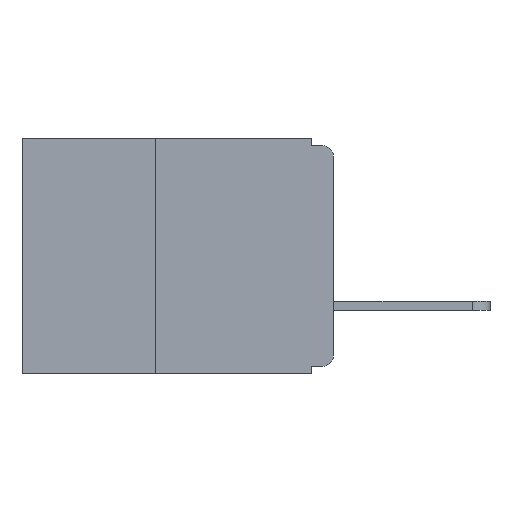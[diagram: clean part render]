
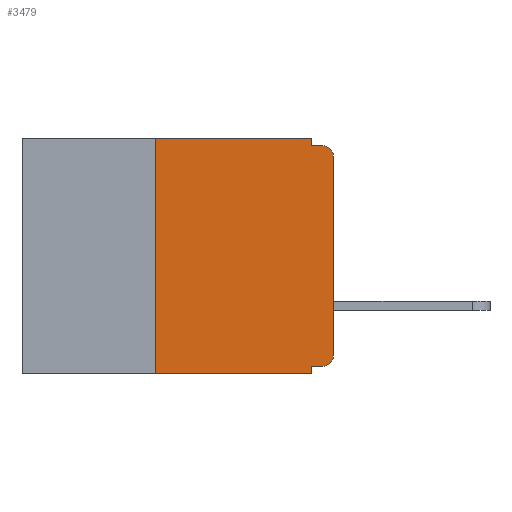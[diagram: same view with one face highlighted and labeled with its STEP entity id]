
A CAD part, left-side view. The second image highlights one B-rep face of the part: STEP entity #3479.
In plain terms, the highlighted planar face has unit normal (-1, 0, 0).
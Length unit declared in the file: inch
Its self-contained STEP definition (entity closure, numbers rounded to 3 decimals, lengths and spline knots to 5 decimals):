
#85 = CARTESIAN_POINT ( 'NONE',  ( 0., 0.031, -0.32 ) ) ;
#347 = LINE ( 'NONE', #13578, #3082 ) ;
#474 = LINE ( 'NONE', #2915, #2700 ) ;
#916 = EDGE_CURVE ( 'NONE', #7006, #3937, #10855, .T. ) ;
#1006 = VECTOR ( 'NONE', #5032, 39.37008 ) ;
#1169 = DIRECTION ( 'NONE',  ( 0., 0., -1. ) ) ;
#1182 = CARTESIAN_POINT ( 'NONE',  ( 0., 0., -0.025 ) ) ;
#1453 = FACE_OUTER_BOUND ( 'NONE', #8636, .T. ) ;
#1922 = ORIENTED_EDGE ( 'NONE', *, *, #6863, .F. ) ;
#2061 = ORIENTED_EDGE ( 'NONE', *, *, #6740, .T. ) ;
#2202 = DIRECTION ( 'NONE',  ( 0., -1., 0. ) ) ;
#2416 = EDGE_CURVE ( 'NONE', #11842, #4020, #474, .T. ) ;
#2666 = DIRECTION ( 'NONE',  ( 0., 0., -1. ) ) ;
#2700 = VECTOR ( 'NONE', #3958, 39.37008 ) ;
#2915 = CARTESIAN_POINT ( 'NONE',  ( 0., 0.25, -0.33 ) ) ;
#3082 = VECTOR ( 'NONE', #9044, 39.37008 ) ;
#3454 = CARTESIAN_POINT ( 'NONE',  ( 0., 0.031, -0.33 ) ) ;
#3479 = ADVANCED_FACE ( 'NONE', ( #1453 ), #6211, .F. ) ;
#3522 = AXIS2_PLACEMENT_3D ( 'NONE', #6172, #8733, #3588 ) ;
#3568 = VECTOR ( 'NONE', #7751, 39.37008 ) ;
#3588 = DIRECTION ( 'NONE',  ( 0., 0., -1. ) ) ;
#3627 = DIRECTION ( 'NONE',  ( -1., 0., 0. ) ) ;
#3929 = CARTESIAN_POINT ( 'NONE',  ( 0., 0.437, 0. ) ) ;
#3937 = VERTEX_POINT ( 'NONE', #85 ) ;
#3958 = DIRECTION ( 'NONE',  ( 0., 0., 1. ) ) ;
#4020 = VERTEX_POINT ( 'NONE', #13570 ) ;
#4374 = VECTOR ( 'NONE', #4588, 39.37008 ) ;
#4546 = LINE ( 'NONE', #7766, #4374 ) ;
#4588 = DIRECTION ( 'NONE',  ( 0., -1., 0. ) ) ;
#4966 = AXIS2_PLACEMENT_3D ( 'NONE', #3929, #13798, #7237 ) ;
#5032 = DIRECTION ( 'NONE',  ( 0., 0., -1. ) ) ;
#5075 = CARTESIAN_POINT ( 'NONE',  ( 0., 0.437, 0. ) ) ;
#5467 = CARTESIAN_POINT ( 'NONE',  ( 0., 0., -0.01 ) ) ;
#5714 = CIRCLE ( 'NONE', #11877, 0.015 ) ;
#6172 = CARTESIAN_POINT ( 'NONE',  ( 0., 0.015, -0.305 ) ) ;
#6211 = PLANE ( 'NONE',  #4966 ) ;
#6217 = VECTOR ( 'NONE', #1169, 39.37008 ) ;
#6235 = EDGE_CURVE ( 'NONE', #10507, #11994, #13790, .T. ) ;
#6306 = CARTESIAN_POINT ( 'NONE',  ( 0., 0., -0.32 ) ) ;
#6740 = EDGE_CURVE ( 'NONE', #10919, #11994, #5714, .T. ) ;
#6863 = EDGE_CURVE ( 'NONE', #13215, #10507, #11200, .T. ) ;
#6995 = CARTESIAN_POINT ( 'NONE',  ( 0., 0.25, -0.33 ) ) ;
#7006 = VERTEX_POINT ( 'NONE', #7713 ) ;
#7205 = CARTESIAN_POINT ( 'NONE',  ( 0., 0.031, -0.01 ) ) ;
#7237 = DIRECTION ( 'NONE',  ( 0., 0., -1. ) ) ;
#7460 = DIRECTION ( 'NONE',  ( 0., 1., 0. ) ) ;
#7713 = CARTESIAN_POINT ( 'NONE',  ( 0., 0.015, -0.32 ) ) ;
#7751 = DIRECTION ( 'NONE',  ( 0., -1., 0. ) ) ;
#7766 = CARTESIAN_POINT ( 'NONE',  ( 0., 0.437, -0.33 ) ) ;
#8246 = CARTESIAN_POINT ( 'NONE',  ( 0., 0.015, -0.01 ) ) ;
#8514 = CARTESIAN_POINT ( 'NONE',  ( 0., 0., -0.305 ) ) ;
#8630 = LINE ( 'NONE', #10942, #6217 ) ;
#8636 = EDGE_LOOP ( 'NONE', ( #9457, #2061, #12023, #1922, #12474, #10477, #8778, #12551, #12199, #12540 ) ) ;
#8733 = DIRECTION ( 'NONE',  ( -1., 0., 0. ) ) ;
#8778 = ORIENTED_EDGE ( 'NONE', *, *, #11629, .T. ) ;
#9044 = DIRECTION ( 'NONE',  ( 0., 0., 1. ) ) ;
#9259 = EDGE_CURVE ( 'NONE', #7006, #12735, #12042, .T. ) ;
#9289 = CARTESIAN_POINT ( 'NONE',  ( 0., 0.031, 0. ) ) ;
#9313 = EDGE_CURVE ( 'NONE', #3937, #14010, #8630, .T. ) ;
#9457 = ORIENTED_EDGE ( 'NONE', *, *, #11220, .T. ) ;
#10163 = CARTESIAN_POINT ( 'NONE',  ( 0., 0.015, -0.025 ) ) ;
#10347 = CARTESIAN_POINT ( 'NONE',  ( 0., 0.031, 0. ) ) ;
#10477 = ORIENTED_EDGE ( 'NONE', *, *, #2416, .F. ) ;
#10507 = VERTEX_POINT ( 'NONE', #7205 ) ;
#10855 = LINE ( 'NONE', #6306, #11539 ) ;
#10895 = EDGE_CURVE ( 'NONE', #4020, #13215, #12413, .T. ) ;
#10919 = VERTEX_POINT ( 'NONE', #1182 ) ;
#10942 = CARTESIAN_POINT ( 'NONE',  ( 0., 0.031, -0.33 ) ) ;
#11200 = LINE ( 'NONE', #9289, #1006 ) ;
#11220 = EDGE_CURVE ( 'NONE', #12735, #10919, #347, .T. ) ;
#11539 = VECTOR ( 'NONE', #7460, 39.37008 ) ;
#11629 = EDGE_CURVE ( 'NONE', #11842, #14010, #4546, .T. ) ;
#11842 = VERTEX_POINT ( 'NONE', #6995 ) ;
#11877 = AXIS2_PLACEMENT_3D ( 'NONE', #10163, #3627, #2666 ) ;
#11994 = VERTEX_POINT ( 'NONE', #8246 ) ;
#12023 = ORIENTED_EDGE ( 'NONE', *, *, #6235, .F. ) ;
#12042 = CIRCLE ( 'NONE', #3522, 0.015 ) ;
#12199 = ORIENTED_EDGE ( 'NONE', *, *, #916, .F. ) ;
#12413 = LINE ( 'NONE', #5075, #12599 ) ;
#12474 = ORIENTED_EDGE ( 'NONE', *, *, #10895, .F. ) ;
#12540 = ORIENTED_EDGE ( 'NONE', *, *, #9259, .T. ) ;
#12551 = ORIENTED_EDGE ( 'NONE', *, *, #9313, .F. ) ;
#12599 = VECTOR ( 'NONE', #2202, 39.37008 ) ;
#12735 = VERTEX_POINT ( 'NONE', #8514 ) ;
#13215 = VERTEX_POINT ( 'NONE', #10347 ) ;
#13570 = CARTESIAN_POINT ( 'NONE',  ( 0., 0.25, 0. ) ) ;
#13578 = CARTESIAN_POINT ( 'NONE',  ( 0., 0., 0. ) ) ;
#13790 = LINE ( 'NONE', #5467, #3568 ) ;
#13798 = DIRECTION ( 'NONE',  ( 1., 0., 0. ) ) ;
#14010 = VERTEX_POINT ( 'NONE', #3454 ) ;
